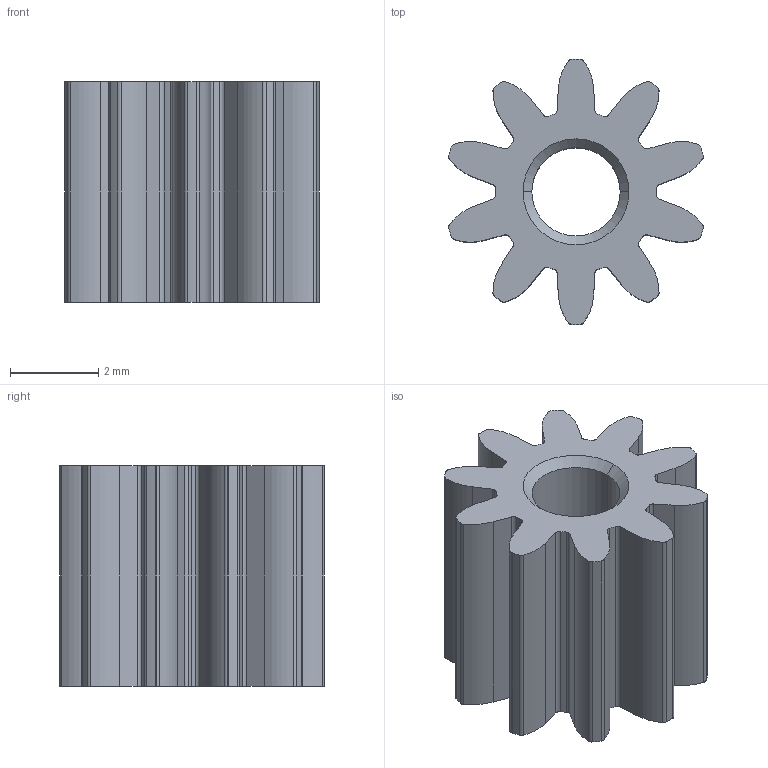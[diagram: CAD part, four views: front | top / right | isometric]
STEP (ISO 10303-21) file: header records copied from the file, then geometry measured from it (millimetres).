
FILE_DESCRIPTION (( 'STEP AP203' ), '1' );
FILE_NAME ('Gear00924.step', '2018-04-19T05:21:10', ( '' ), ( '' ), 'SwSTEP 2.0', 'SolidWorks 2012', '' );
FILE_SCHEMA (( 'CONFIG_CONTROL_DESIGN' ));
Length unit declared in the file: millimetre
Products named in the file (1): Gear00924
Bounding box: 5.77 x 6 x 5 mm (x, y, z)
Volume: 79 mm3; surface area: 215.9 mm2
Topology: 1 solids, 1 shells, 117 faces, 341 edges, 226 vertices
Faces by surface type: cylinder 71, plane 22, bspline 20, cone 4
Entity records: 4210 total; most frequent: CARTESIAN_POINT 1025, ORIENTED_EDGE 682, DIRECTION 643, EDGE_CURVE 341, AXIS2_PLACEMENT_3D 244, VERTEX_POINT 226, LINE 155, VECTOR 155
